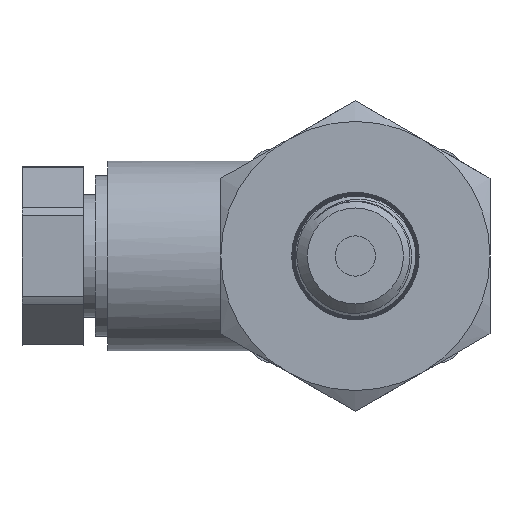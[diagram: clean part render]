
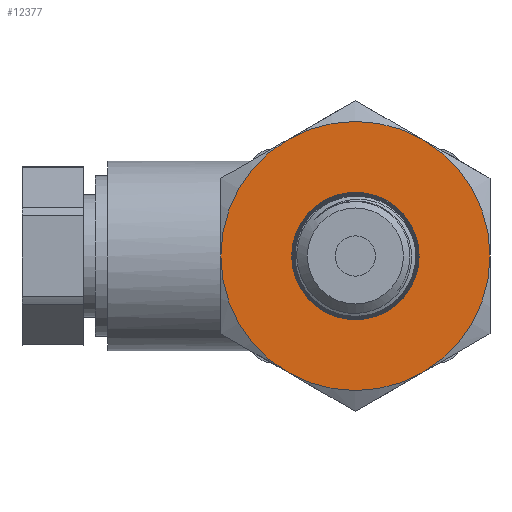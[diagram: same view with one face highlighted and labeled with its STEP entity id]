
A CAD part, left-side view. The second image highlights one B-rep face of the part: STEP entity #12377.
In plain terms, the highlighted planar face has unit normal (-1, 0, 0).
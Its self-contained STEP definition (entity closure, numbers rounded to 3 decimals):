
#434=FACE_BOUND('',#1904,.T.);
#665=PLANE('',#12909);
#1168=FACE_OUTER_BOUND('',#1903,.T.);
#1903=EDGE_LOOP('',(#10022,#10023,#10024,#10025,#10026,#10027));
#1904=EDGE_LOOP('',(#10028));
#2309=CIRCLE('',#12811,5.21);
#2330=CIRCLE('',#12875,11.);
#2331=CIRCLE('',#12877,11.);
#2332=CIRCLE('',#12879,11.);
#2333=CIRCLE('',#12881,11.);
#2334=CIRCLE('',#12883,11.);
#2335=CIRCLE('',#12885,11.);
#5060=VERTEX_POINT('',#16268);
#5621=VERTEX_POINT('',#26591);
#5622=VERTEX_POINT('',#26595);
#5624=VERTEX_POINT('',#26602);
#5626=VERTEX_POINT('',#26612);
#5628=VERTEX_POINT('',#26625);
#5630=VERTEX_POINT('',#26635);
#6333=EDGE_CURVE('',#5060,#5060,#2309,.T.);
#7175=EDGE_CURVE('',#5621,#5622,#2330,.T.);
#7178=EDGE_CURVE('',#5624,#5621,#2331,.T.);
#7181=EDGE_CURVE('',#5626,#5624,#2332,.T.);
#7183=EDGE_CURVE('',#5628,#5626,#2333,.T.);
#7186=EDGE_CURVE('',#5630,#5628,#2334,.T.);
#7189=EDGE_CURVE('',#5622,#5630,#2335,.T.);
#10022=ORIENTED_EDGE('',*,*,#7189,.T.);
#10023=ORIENTED_EDGE('',*,*,#7186,.T.);
#10024=ORIENTED_EDGE('',*,*,#7183,.T.);
#10025=ORIENTED_EDGE('',*,*,#7181,.T.);
#10026=ORIENTED_EDGE('',*,*,#7178,.T.);
#10027=ORIENTED_EDGE('',*,*,#7175,.T.);
#10028=ORIENTED_EDGE('',*,*,#6333,.T.);
#12377=ADVANCED_FACE('',(#1168,#434),#665,.T.);
#12811=AXIS2_PLACEMENT_3D('',#16269,#13385,#13386);
#12875=AXIS2_PLACEMENT_3D('',#26599,#13807,#13808);
#12877=AXIS2_PLACEMENT_3D('',#26609,#13811,#13812);
#12879=AXIS2_PLACEMENT_3D('',#26619,#13815,#13816);
#12881=AXIS2_PLACEMENT_3D('',#26626,#13819,#13820);
#12883=AXIS2_PLACEMENT_3D('',#26636,#13823,#13824);
#12885=AXIS2_PLACEMENT_3D('',#26645,#13827,#13828);
#12909=AXIS2_PLACEMENT_3D('',#26730,#13883,#13884);
#13385=DIRECTION('center_axis',(1.,0.,0.));
#13386=DIRECTION('ref_axis',(0.,0.,-1.));
#13807=DIRECTION('center_axis',(-1.,0.,0.));
#13808=DIRECTION('ref_axis',(0.,1.,0.));
#13811=DIRECTION('center_axis',(-1.,0.,0.));
#13812=DIRECTION('ref_axis',(0.,1.,0.));
#13815=DIRECTION('center_axis',(-1.,0.,0.));
#13816=DIRECTION('ref_axis',(0.,1.,0.));
#13819=DIRECTION('center_axis',(-1.,0.,0.));
#13820=DIRECTION('ref_axis',(0.,1.,0.));
#13823=DIRECTION('center_axis',(-1.,0.,0.));
#13824=DIRECTION('ref_axis',(0.,1.,0.));
#13827=DIRECTION('center_axis',(-1.,0.,0.));
#13828=DIRECTION('ref_axis',(0.,1.,0.));
#13883=DIRECTION('center_axis',(-1.,0.,0.));
#13884=DIRECTION('ref_axis',(0.,0.,1.));
#16268=CARTESIAN_POINT('',(-36.6,-5.21,0.));
#16269=CARTESIAN_POINT('Origin',(-36.6,0.,0.));
#26591=CARTESIAN_POINT('',(-36.6,-5.5,-9.526));
#26595=CARTESIAN_POINT('',(-36.6,-11.,0.));
#26599=CARTESIAN_POINT('Origin',(-36.6,0.,0.));
#26602=CARTESIAN_POINT('',(-36.6,5.5,-9.526));
#26609=CARTESIAN_POINT('Origin',(-36.6,0.,0.));
#26612=CARTESIAN_POINT('',(-36.6,11.,0.));
#26619=CARTESIAN_POINT('Origin',(-36.6,0.,0.));
#26625=CARTESIAN_POINT('',(-36.6,5.5,9.526));
#26626=CARTESIAN_POINT('Origin',(-36.6,0.,0.));
#26635=CARTESIAN_POINT('',(-36.6,-5.5,9.526));
#26636=CARTESIAN_POINT('Origin',(-36.6,0.,0.));
#26645=CARTESIAN_POINT('Origin',(-36.6,0.,0.));
#26730=CARTESIAN_POINT('Origin',(-36.6,11.,0.));
